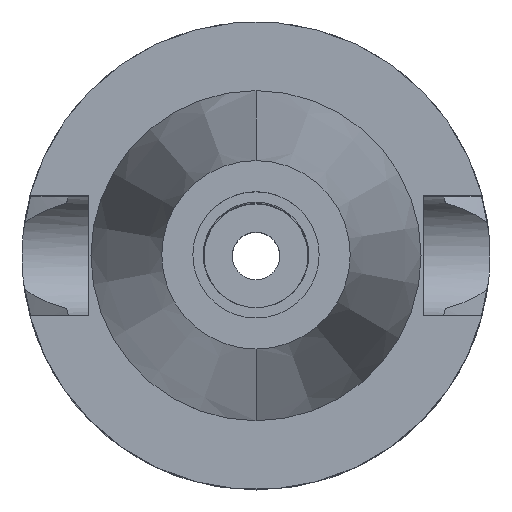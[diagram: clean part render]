
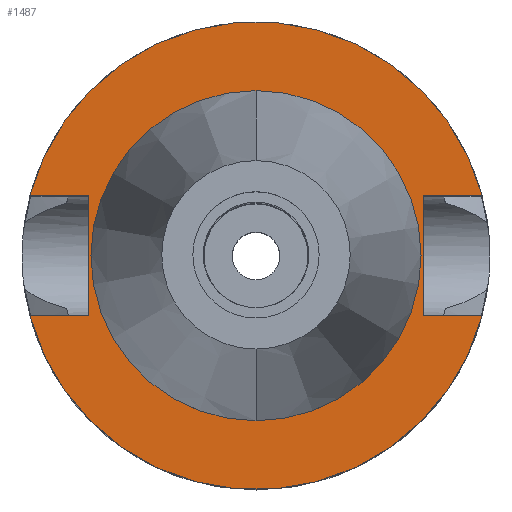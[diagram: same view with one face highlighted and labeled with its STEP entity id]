
A CAD part, top view. The second image highlights one B-rep face of the part: STEP entity #1487.
In plain terms, the highlighted planar face has unit normal (0, 0, 1).
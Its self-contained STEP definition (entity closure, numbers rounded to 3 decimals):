
#54 = EDGE_CURVE ( 'NONE', #364, #1917, #2971, .T. ) ;
#98 = EDGE_CURVE ( 'NONE', #364, #158, #779, .T. ) ;
#116 = DIRECTION ( 'NONE',  ( 0., 0., -1. ) ) ;
#138 = CARTESIAN_POINT ( 'NONE',  ( -22.5, 8.05, -1. ) ) ;
#140 = EDGE_CURVE ( 'NONE', #511, #2797, #3087, .T. ) ;
#158 = VERTEX_POINT ( 'NONE', #2338 ) ;
#164 = CARTESIAN_POINT ( 'NONE',  ( -30.454, -8.05, -1. ) ) ;
#225 = CARTESIAN_POINT ( 'NONE',  ( 0., 0., -1. ) ) ;
#243 = VERTEX_POINT ( 'NONE', #3045 ) ;
#335 = DIRECTION ( 'NONE',  ( 0., 1., 0. ) ) ;
#364 = VERTEX_POINT ( 'NONE', #1197 ) ;
#378 = VERTEX_POINT ( 'NONE', #2392 ) ;
#442 = CIRCLE ( 'NONE', #1115, 31.5 ) ;
#511 = VERTEX_POINT ( 'NONE', #1243 ) ;
#548 = EDGE_CURVE ( 'NONE', #1663, #3105, #2996, .T. ) ;
#614 = VERTEX_POINT ( 'NONE', #164 ) ;
#662 = EDGE_CURVE ( 'NONE', #3105, #378, #3093, .T. ) ;
#664 = CARTESIAN_POINT ( 'NONE',  ( 0., -22.225, -1. ) ) ;
#695 = DIRECTION ( 'NONE',  ( 0., -1., 0. ) ) ;
#719 = CARTESIAN_POINT ( 'NONE',  ( -22.5, -8.05, -1. ) ) ;
#729 = VECTOR ( 'NONE', #1317, 1000. ) ;
#779 = LINE ( 'NONE', #795, #1712 ) ;
#780 = ORIENTED_EDGE ( 'NONE', *, *, #548, .F. ) ;
#795 = CARTESIAN_POINT ( 'NONE',  ( 22.5, 8.05, -1. ) ) ;
#798 = ORIENTED_EDGE ( 'NONE', *, *, #54, .T. ) ;
#829 = LINE ( 'NONE', #1850, #729 ) ;
#866 = DIRECTION ( 'NONE',  ( 0., -1., 0. ) ) ;
#872 = LINE ( 'NONE', #2607, #2023 ) ;
#989 = EDGE_LOOP ( 'NONE', ( #1609, #1389, #2799, #1966, #798, #2438, #2470, #780 ) ) ;
#1083 = CARTESIAN_POINT ( 'NONE',  ( 0., 0., -1. ) ) ;
#1115 = AXIS2_PLACEMENT_3D ( 'NONE', #2650, #1923, #695 ) ;
#1197 = CARTESIAN_POINT ( 'NONE',  ( 22.5, 8.05, -1. ) ) ;
#1243 = CARTESIAN_POINT ( 'NONE',  ( 0., 22.225, -1. ) ) ;
#1266 = CARTESIAN_POINT ( 'NONE',  ( 22.5, 8.05, -1. ) ) ;
#1305 = CIRCLE ( 'NONE', #2070, 22.225 ) ;
#1317 = DIRECTION ( 'NONE',  ( 1., 0., 0. ) ) ;
#1330 = FACE_BOUND ( 'NONE', #2565, .T. ) ;
#1360 = DIRECTION ( 'NONE',  ( 0., 1., 0. ) ) ;
#1389 = ORIENTED_EDGE ( 'NONE', *, *, #2244, .F. ) ;
#1404 = AXIS2_PLACEMENT_3D ( 'NONE', #1083, #1859, #335 ) ;
#1487 = ADVANCED_FACE ( 'NONE', ( #2505, #1330 ), #1495, .F. ) ;
#1495 = PLANE ( 'NONE',  #2690 ) ;
#1609 = ORIENTED_EDGE ( 'NONE', *, *, #2122, .T. ) ;
#1622 = EDGE_CURVE ( 'NONE', #2797, #511, #1305, .T. ) ;
#1663 = VERTEX_POINT ( 'NONE', #719 ) ;
#1712 = VECTOR ( 'NONE', #2722, 1000. ) ;
#1727 = CARTESIAN_POINT ( 'NONE',  ( 0., 0., -1. ) ) ;
#1748 = EDGE_CURVE ( 'NONE', #378, #1917, #1915, .T. ) ;
#1751 = VECTOR ( 'NONE', #2572, 1000. ) ;
#1846 = ORIENTED_EDGE ( 'NONE', *, *, #1622, .F. ) ;
#1850 = CARTESIAN_POINT ( 'NONE',  ( 22.5, -8.05, -1. ) ) ;
#1859 = DIRECTION ( 'NONE',  ( 0., 0., 1. ) ) ;
#1915 = CIRCLE ( 'NONE', #2118, 31.5 ) ;
#1917 = VERTEX_POINT ( 'NONE', #2686 ) ;
#1923 = DIRECTION ( 'NONE',  ( 0., 0., -1. ) ) ;
#1958 = VECTOR ( 'NONE', #2940, 1000. ) ;
#1966 = ORIENTED_EDGE ( 'NONE', *, *, #98, .F. ) ;
#1972 = CARTESIAN_POINT ( 'NONE',  ( -22.5, -8.05, -1. ) ) ;
#2023 = VECTOR ( 'NONE', #2617, 1000. ) ;
#2070 = AXIS2_PLACEMENT_3D ( 'NONE', #225, #2710, #2468 ) ;
#2118 = AXIS2_PLACEMENT_3D ( 'NONE', #2261, #2578, #1360 ) ;
#2122 = EDGE_CURVE ( 'NONE', #1663, #614, #872, .T. ) ;
#2244 = EDGE_CURVE ( 'NONE', #243, #614, #442, .T. ) ;
#2261 = CARTESIAN_POINT ( 'NONE',  ( 0., 0., -1. ) ) ;
#2338 = CARTESIAN_POINT ( 'NONE',  ( 22.5, -8.05, -1. ) ) ;
#2392 = CARTESIAN_POINT ( 'NONE',  ( -30.454, 8.05, -1. ) ) ;
#2438 = ORIENTED_EDGE ( 'NONE', *, *, #1748, .F. ) ;
#2468 = DIRECTION ( 'NONE',  ( 0., -1., 0. ) ) ;
#2470 = ORIENTED_EDGE ( 'NONE', *, *, #662, .F. ) ;
#2505 = FACE_OUTER_BOUND ( 'NONE', #989, .T. ) ;
#2514 = CARTESIAN_POINT ( 'NONE',  ( -22.5, 8.05, -1. ) ) ;
#2565 = EDGE_LOOP ( 'NONE', ( #2913, #1846 ) ) ;
#2572 = DIRECTION ( 'NONE',  ( -1., 0., 0. ) ) ;
#2578 = DIRECTION ( 'NONE',  ( 0., 0., -1. ) ) ;
#2589 = VECTOR ( 'NONE', #2947, 1000. ) ;
#2607 = CARTESIAN_POINT ( 'NONE',  ( -22.5, -8.05, -1. ) ) ;
#2617 = DIRECTION ( 'NONE',  ( -1., 0., 0. ) ) ;
#2650 = CARTESIAN_POINT ( 'NONE',  ( 0., 0., -1. ) ) ;
#2686 = CARTESIAN_POINT ( 'NONE',  ( 30.454, 8.05, -1. ) ) ;
#2690 = AXIS2_PLACEMENT_3D ( 'NONE', #1727, #116, #866 ) ;
#2710 = DIRECTION ( 'NONE',  ( 0., 0., 1. ) ) ;
#2722 = DIRECTION ( 'NONE',  ( 0., -1., 0. ) ) ;
#2786 = EDGE_CURVE ( 'NONE', #158, #243, #829, .T. ) ;
#2797 = VERTEX_POINT ( 'NONE', #664 ) ;
#2799 = ORIENTED_EDGE ( 'NONE', *, *, #2786, .F. ) ;
#2913 = ORIENTED_EDGE ( 'NONE', *, *, #140, .F. ) ;
#2940 = DIRECTION ( 'NONE',  ( 1., 0., 0. ) ) ;
#2947 = DIRECTION ( 'NONE',  ( 0., 1., 0. ) ) ;
#2971 = LINE ( 'NONE', #1266, #1958 ) ;
#2996 = LINE ( 'NONE', #1972, #2589 ) ;
#3045 = CARTESIAN_POINT ( 'NONE',  ( 30.454, -8.05, -1. ) ) ;
#3087 = CIRCLE ( 'NONE', #1404, 22.225 ) ;
#3093 = LINE ( 'NONE', #138, #1751 ) ;
#3105 = VERTEX_POINT ( 'NONE', #2514 ) ;
